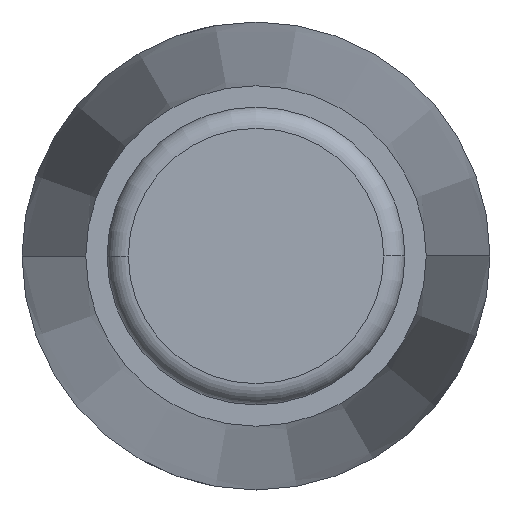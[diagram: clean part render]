
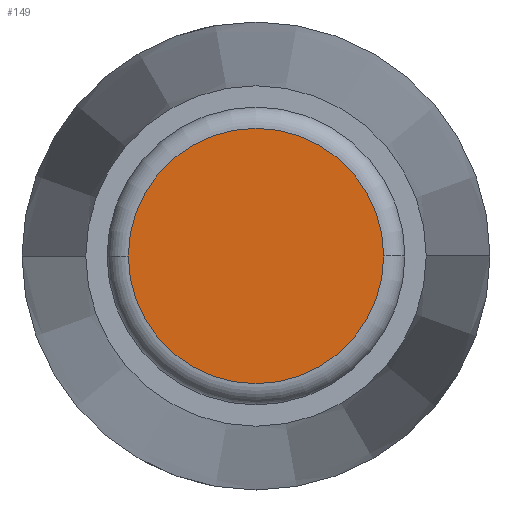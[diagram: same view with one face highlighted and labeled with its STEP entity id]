
A CAD part, front view. The second image highlights one B-rep face of the part: STEP entity #149.
In plain terms, the highlighted planar face has unit normal (0, -1, 0).
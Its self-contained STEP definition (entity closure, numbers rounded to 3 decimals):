
#15 = CARTESIAN_POINT ( 'NONE',  ( -6., 0., 0. ) ) ;
#19 = DIRECTION ( 'NONE',  ( 0., -1., 0. ) ) ;
#65 = CARTESIAN_POINT ( 'NONE',  ( 0., 0., 0. ) ) ;
#94 = CARTESIAN_POINT ( 'NONE',  ( 6., 0., 0. ) ) ;
#125 = CIRCLE ( 'NONE', #259, 6. ) ;
#149 = ADVANCED_FACE ( 'NONE', ( #634 ), #171, .F. ) ;
#166 = AXIS2_PLACEMENT_3D ( 'NONE', #327, #478, #587 ) ;
#171 = PLANE ( 'NONE',  #166 ) ;
#174 = DIRECTION ( 'NONE',  ( -1., 0., 0. ) ) ;
#223 = DIRECTION ( 'NONE',  ( -1., 0., 0. ) ) ;
#237 = DIRECTION ( 'NONE',  ( 0., -1., 0. ) ) ;
#259 = AXIS2_PLACEMENT_3D ( 'NONE', #589, #237, #174 ) ;
#281 = CIRCLE ( 'NONE', #453, 6. ) ;
#321 = VERTEX_POINT ( 'NONE', #94 ) ;
#327 = CARTESIAN_POINT ( 'NONE',  ( 0., 0., 0. ) ) ;
#435 = EDGE_CURVE ( 'NONE', #321, #608, #125, .T. ) ;
#453 = AXIS2_PLACEMENT_3D ( 'NONE', #65, #19, #223 ) ;
#455 = EDGE_LOOP ( 'NONE', ( #577, #562 ) ) ;
#478 = DIRECTION ( 'NONE',  ( 0., 1., 0. ) ) ;
#545 = EDGE_CURVE ( 'NONE', #608, #321, #281, .T. ) ;
#562 = ORIENTED_EDGE ( 'NONE', *, *, #435, .T. ) ;
#577 = ORIENTED_EDGE ( 'NONE', *, *, #545, .T. ) ;
#587 = DIRECTION ( 'NONE',  ( -1., 0., 0. ) ) ;
#589 = CARTESIAN_POINT ( 'NONE',  ( 0., 0., 0. ) ) ;
#608 = VERTEX_POINT ( 'NONE', #15 ) ;
#634 = FACE_OUTER_BOUND ( 'NONE', #455, .T. ) ;
